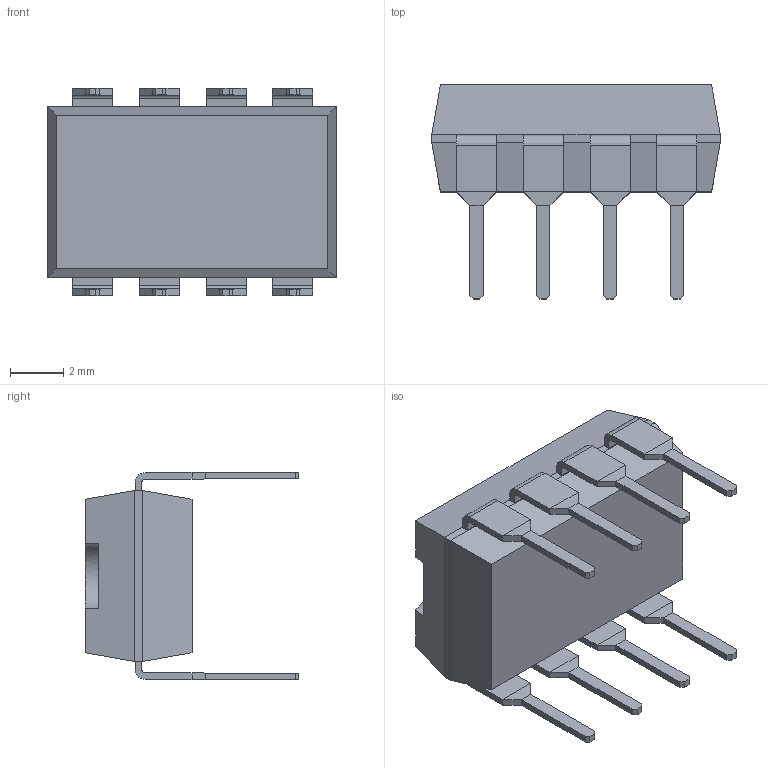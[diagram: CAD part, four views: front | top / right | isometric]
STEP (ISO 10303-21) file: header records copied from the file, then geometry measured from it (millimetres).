
FILE_DESCRIPTION (( 'STEP AP214' ), '1' );
FILE_NAME ('User Library-DIP8-300-metric.STEP', '2010-10-19T09:41:55', ( 'SysAdmin' ), ( 'SolidWorks' ), 'SwSTEP 2.0', 'SolidWorks 2010', '' );
FILE_SCHEMA (( 'AUTOMOTIVE_DESIGN' ));
Length unit declared in the file: millimetre
Products named in the file (1): User Library-DIP8-300-metric
Bounding box: 10.8 x 8 x 7.76 mm (x, y, z)
Volume: 267.2 mm3; surface area: 370.6 mm2
Topology: 1 solids, 1 shells, 168 faces, 402 edges, 244 vertices
Faces by surface type: plane 151, cylinder 17
Entity records: 6586 total; most frequent: CARTESIAN_POINT 821, ORIENTED_EDGE 804, DIRECTION 772, EDGE_CURVE 402, VECTOR 366, LINE 366, VERTEX_POINT 244, AXIS2_PLACEMENT_3D 203
